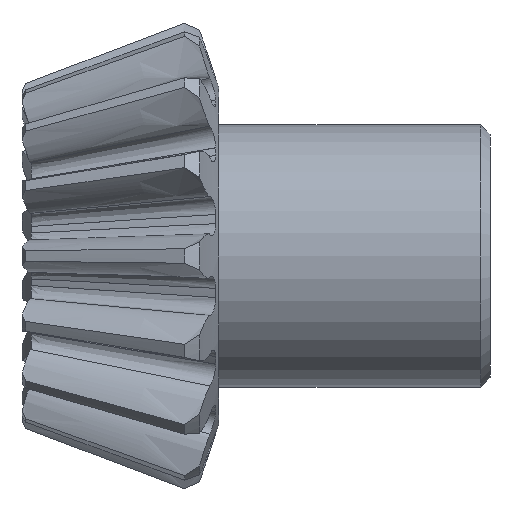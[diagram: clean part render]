
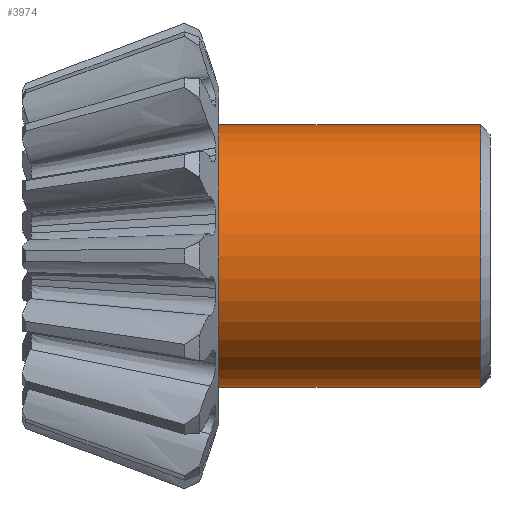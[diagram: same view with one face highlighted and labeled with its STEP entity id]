
A CAD part, left-side view. The second image highlights one B-rep face of the part: STEP entity #3974.
In plain terms, the highlighted cylindrical face has radius 7 mm (diameter 14 mm), a partial arc.
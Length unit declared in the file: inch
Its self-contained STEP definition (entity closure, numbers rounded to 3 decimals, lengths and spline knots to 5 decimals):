
#54 = DIRECTION ( 'NONE',  ( 0., 0., -1. ) ) ;
#709 = EDGE_CURVE ( 'NONE', #7852, #6195, #4224, .T. ) ;
#1513 = EDGE_CURVE ( 'NONE', #2809, #6408, #7457, .T. ) ;
#1685 = EDGE_CURVE ( 'NONE', #2809, #6195, #5413, .T. ) ;
#1832 = AXIS2_PLACEMENT_3D ( 'NONE', #6997, #4677, #54 ) ;
#1981 = VECTOR ( 'NONE', #4162, 39.37008 ) ;
#2493 = ORIENTED_EDGE ( 'NONE', *, *, #1685, .F. ) ;
#2809 = VERTEX_POINT ( 'NONE', #7988 ) ;
#2877 = AXIS2_PLACEMENT_3D ( 'NONE', #9361, #7079, #4767 ) ;
#3974 = ADVANCED_FACE ( 'NONE', ( #8018 ), #8750, .T. ) ;
#4059 = ORIENTED_EDGE ( 'NONE', *, *, #709, .T. ) ;
#4162 = DIRECTION ( 'NONE',  ( 0., 1., 0. ) ) ;
#4224 = CIRCLE ( 'NONE', #7171, 0.27559 ) ;
#4412 = DIRECTION ( 'NONE',  ( 0., 0., 1. ) ) ;
#4677 = DIRECTION ( 'NONE',  ( 0., 1., 0. ) ) ;
#4767 = DIRECTION ( 'NONE',  ( 0., 0., 1. ) ) ;
#5390 = ORIENTED_EDGE ( 'NONE', *, *, #1513, .T. ) ;
#5413 = LINE ( 'NONE', #6372, #6969 ) ;
#6195 = VERTEX_POINT ( 'NONE', #7078 ) ;
#6372 = CARTESIAN_POINT ( 'NONE',  ( 0., -0.59921, -0.27559 ) ) ;
#6395 = CARTESIAN_POINT ( 'NONE',  ( 0., -0.59921, 0.27559 ) ) ;
#6408 = VERTEX_POINT ( 'NONE', #6722 ) ;
#6722 = CARTESIAN_POINT ( 'NONE',  ( 0., -0.57952, 0.27559 ) ) ;
#6740 = EDGE_LOOP ( 'NONE', ( #2493, #5390, #8700, #4059 ) ) ;
#6969 = VECTOR ( 'NONE', #8025, 39.37008 ) ;
#6997 = CARTESIAN_POINT ( 'NONE',  ( 0., -0.57952, 0. ) ) ;
#7078 = CARTESIAN_POINT ( 'NONE',  ( 0., -0.02952, -0.27559 ) ) ;
#7079 = DIRECTION ( 'NONE',  ( 0., 1., 0. ) ) ;
#7171 = AXIS2_PLACEMENT_3D ( 'NONE', #8304, #9853, #4412 ) ;
#7457 = CIRCLE ( 'NONE', #1832, 0.27559 ) ;
#7852 = VERTEX_POINT ( 'NONE', #9203 ) ;
#7988 = CARTESIAN_POINT ( 'NONE',  ( 0., -0.57952, -0.27559 ) ) ;
#8018 = FACE_OUTER_BOUND ( 'NONE', #6740, .T. ) ;
#8025 = DIRECTION ( 'NONE',  ( 0., 1., 0. ) ) ;
#8304 = CARTESIAN_POINT ( 'NONE',  ( 0., -0.02952, 0. ) ) ;
#8685 = LINE ( 'NONE', #6395, #1981 ) ;
#8700 = ORIENTED_EDGE ( 'NONE', *, *, #9950, .T. ) ;
#8750 = CYLINDRICAL_SURFACE ( 'NONE', #2877, 0.27559 ) ;
#9203 = CARTESIAN_POINT ( 'NONE',  ( 0., -0.02952, 0.27559 ) ) ;
#9361 = CARTESIAN_POINT ( 'NONE',  ( 0., -0.59921, 0. ) ) ;
#9853 = DIRECTION ( 'NONE',  ( 0., -1., 0. ) ) ;
#9950 = EDGE_CURVE ( 'NONE', #6408, #7852, #8685, .T. ) ;
